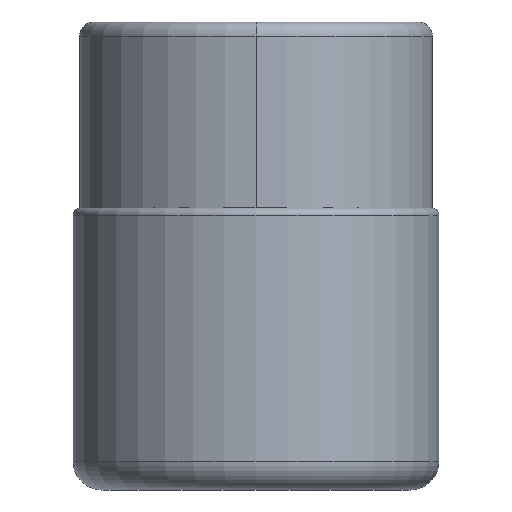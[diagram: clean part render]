
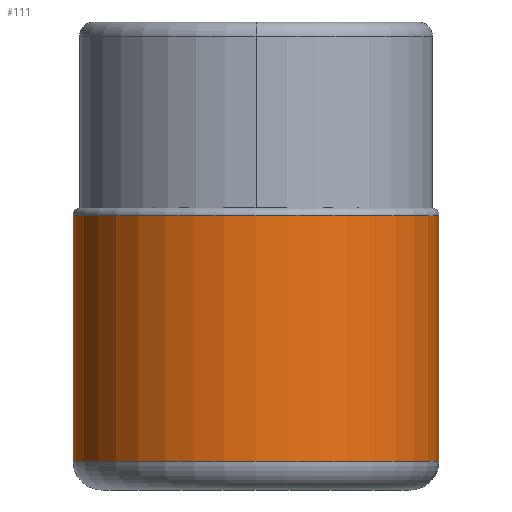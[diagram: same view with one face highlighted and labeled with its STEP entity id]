
A CAD part, front view. The second image highlights one B-rep face of the part: STEP entity #111.
In plain terms, the highlighted cylindrical face has radius 25.4 mm (diameter 50.8 mm), a partial arc.
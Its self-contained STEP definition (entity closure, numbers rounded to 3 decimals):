
#92=CYLINDRICAL_SURFACE('',#1292,25.4);
#111=ADVANCED_FACE('',(#201),#92,.T.);
#201=FACE_OUTER_BOUND('',#261,.T.);
#261=EDGE_LOOP('',(#340,#341,#342,#343));
#340=ORIENTED_EDGE('',*,*,#784,.T.);
#341=ORIENTED_EDGE('',*,*,#783,.F.);
#342=ORIENTED_EDGE('',*,*,#785,.F.);
#343=ORIENTED_EDGE('',*,*,#786,.F.);
#672=VERTEX_POINT('',#2064);
#675=VERTEX_POINT('',#2069);
#676=VERTEX_POINT('',#2073);
#677=VERTEX_POINT('',#2075);
#783=EDGE_CURVE('',#675,#672,#969,.T.);
#784=EDGE_CURVE('',#676,#672,#1143,.T.);
#785=EDGE_CURVE('',#677,#675,#1144,.T.);
#786=EDGE_CURVE('',#676,#677,#970,.T.);
#969=CIRCLE('',#1289,25.4);
#970=CIRCLE('',#1291,25.4);
#1143=LINE('',#2072,#1178);
#1144=LINE('',#2074,#1179);
#1178=VECTOR('',#1519,1.);
#1179=VECTOR('',#1520,1.);
#1289=AXIS2_PLACEMENT_3D('',#2070,#1515,#1516);
#1291=AXIS2_PLACEMENT_3D('',#2076,#1521,#1522);
#1292=AXIS2_PLACEMENT_3D('',#2077,#1523,#1524);
#1515=DIRECTION('',(0.,0.,-1.));
#1516=DIRECTION('',(1.,0.,0.));
#1519=DIRECTION('',(0.,0.,-1.));
#1520=DIRECTION('',(0.,0.,-1.));
#1521=DIRECTION('',(0.,0.,1.));
#1522=DIRECTION('',(-1.,0.,0.));
#1523=DIRECTION('',(0.,0.,-1.));
#1524=DIRECTION('',(-1.,0.,0.));
#2064=CARTESIAN_POINT('',(-25.4,0.,-61.));
#2069=CARTESIAN_POINT('',(25.4,0.,-61.));
#2070=CARTESIAN_POINT('',(0.,0.,-61.));
#2072=CARTESIAN_POINT('',(-25.4,0.,-26.9));
#2073=CARTESIAN_POINT('',(-25.4,0.,-26.9));
#2074=CARTESIAN_POINT('',(25.4,0.,-26.9));
#2075=CARTESIAN_POINT('',(25.4,0.,-26.9));
#2076=CARTESIAN_POINT('',(0.,0.,-26.9));
#2077=CARTESIAN_POINT('',(0.,0.,-23.84));
